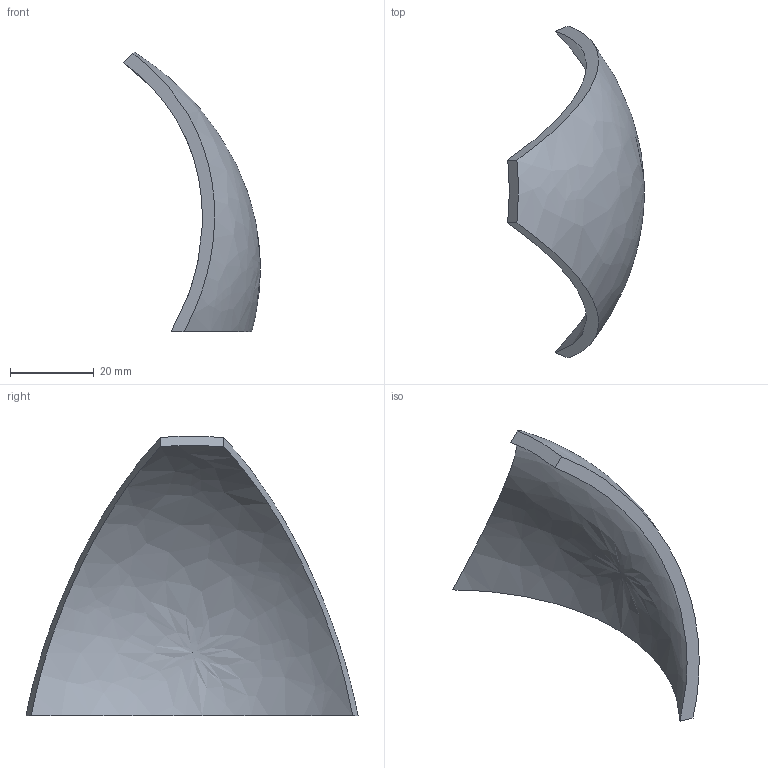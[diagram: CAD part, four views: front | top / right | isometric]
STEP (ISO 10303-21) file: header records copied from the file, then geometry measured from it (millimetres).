
FILE_DESCRIPTION(('Open CASCADE Model'),'2;1');
FILE_NAME('Open CASCADE Shape Model','2025-06-30T04:10:24',('Author'),( 'Open CASCADE'),'Open CASCADE STEP processor 7.7','Open CASCADE 7.7' ,'Unknown');
FILE_SCHEMA(('AUTOMOTIVE_DESIGN { 1 0 10303 214 1 1 1 1 }'));
Length unit declared in the file: millimetre
Products named in the file (1): Open CASCADE STEP translator 7.7 121
Bounding box: 32.55 x 79.14 x 66.69 mm (x, y, z)
Volume: 12244.3 mm3; surface area: 8979.4 mm2
Topology: 1 solids, 1 shells, 6 faces, 18 edges, 12 vertices
Faces by surface type: plane 4, revolution 2
Entity records: 1707 total; most frequent: CARTESIAN_POINT 1416, DIRECTION 36, ORIENTED_EDGE 32, PCURVE 32, DEFINITIONAL_REPRESENTATION 32, B_SPLINE_CURVE_WITH_KNOTS 30, EDGE_CURVE 16, LINE 16
